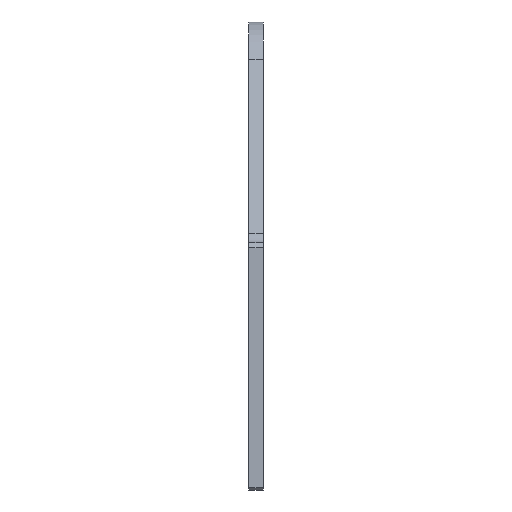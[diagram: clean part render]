
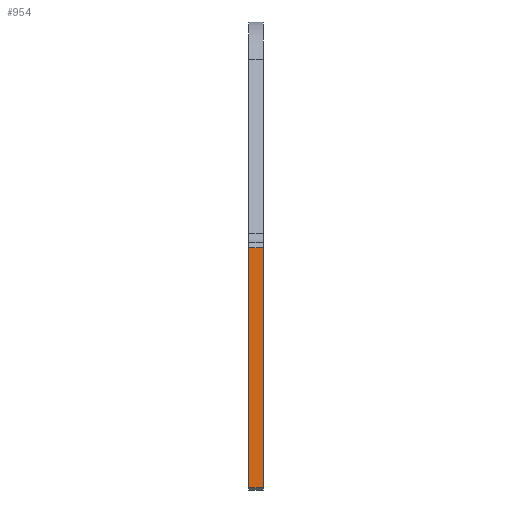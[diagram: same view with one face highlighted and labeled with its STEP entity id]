
A CAD part, left-side view. The second image highlights one B-rep face of the part: STEP entity #954.
In plain terms, the highlighted planar face has unit normal (-1, 0, 0).
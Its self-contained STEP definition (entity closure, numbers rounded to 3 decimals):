
#165=FACE_OUTER_BOUND('',#237,.T.);
#237=EDGE_LOOP('',(#734,#735,#736,#737));
#318=LINE('',#1455,#390);
#327=LINE('',#1524,#399);
#328=LINE('',#1527,#400);
#329=LINE('',#1528,#401);
#390=VECTOR('',#1158,10.);
#399=VECTOR('',#1221,10.);
#400=VECTOR('',#1224,10.);
#401=VECTOR('',#1225,10.);
#460=VERTEX_POINT('',#1452);
#461=VERTEX_POINT('',#1454);
#494=VERTEX_POINT('',#1522);
#495=VERTEX_POINT('',#1526);
#553=EDGE_CURVE('',#461,#460,#318,.T.);
#588=EDGE_CURVE('',#494,#460,#327,.T.);
#589=EDGE_CURVE('',#495,#494,#328,.T.);
#590=EDGE_CURVE('',#461,#495,#329,.T.);
#734=ORIENTED_EDGE('',*,*,#588,.F.);
#735=ORIENTED_EDGE('',*,*,#589,.F.);
#736=ORIENTED_EDGE('',*,*,#590,.F.);
#737=ORIENTED_EDGE('',*,*,#553,.T.);
#937=PLANE('',#1046);
#954=ADVANCED_FACE('',(#165),#937,.T.);
#1046=AXIS2_PLACEMENT_3D('',#1525,#1222,#1223);
#1158=DIRECTION('',(0.,0.,-1.));
#1221=DIRECTION('',(0.,1.,0.));
#1222=DIRECTION('center_axis',(-1.,0.,0.));
#1223=DIRECTION('ref_axis',(0.,0.,1.));
#1224=DIRECTION('',(0.,0.,-1.));
#1225=DIRECTION('',(0.,-1.,0.));
#1452=CARTESIAN_POINT('',(-76.2,-26.987,-18.572));
#1454=CARTESIAN_POINT('',(-76.2,-26.987,83.09));
#1455=CARTESIAN_POINT('',(-76.2,-26.987,46.276));
#1522=CARTESIAN_POINT('',(-76.2,-33.338,-18.572));
#1524=CARTESIAN_POINT('',(-76.2,-33.338,-18.572));
#1525=CARTESIAN_POINT('Origin',(-76.2,-33.338,-19.572));
#1526=CARTESIAN_POINT('',(-76.2,-33.338,83.09));
#1527=CARTESIAN_POINT('',(-76.2,-33.338,33.338));
#1528=CARTESIAN_POINT('',(-76.2,-33.338,83.09));
